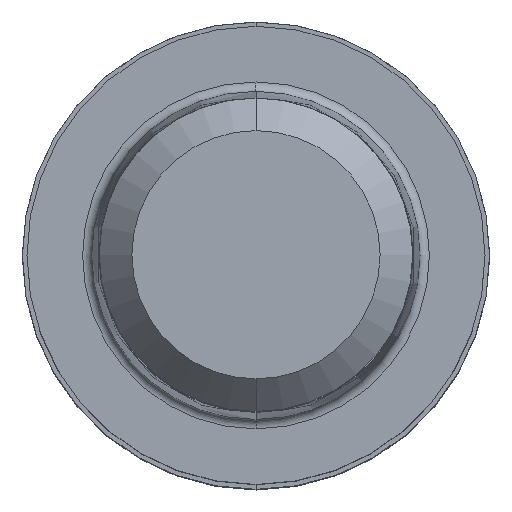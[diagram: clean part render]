
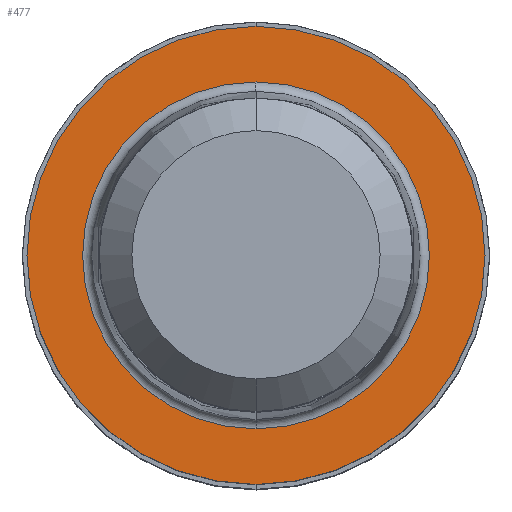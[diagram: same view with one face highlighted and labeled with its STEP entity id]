
A CAD part, top view. The second image highlights one B-rep face of the part: STEP entity #477.
In plain terms, the highlighted planar face has unit normal (0, 0, 1).
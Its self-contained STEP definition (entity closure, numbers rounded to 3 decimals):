
#203=VERTEX_POINT('',#525);
#233=VERTEX_POINT('',#558);
#255=EDGE_CURVE('',#451,#403,#583,.T.);
#263=EDGE_CURVE('',#233,#203,#591,.T.);
#371=EDGE_CURVE('',#203,#233,#713,.T.);
#403=VERTEX_POINT('',#748);
#451=VERTEX_POINT('',#805);
#453=EDGE_CURVE('',#403,#451,#807,.T.);
#477=ADVANCED_FACE('',(#835,#836),#837,.T.);
#525=CARTESIAN_POINT('',(0.0,7.42,0.01));
#558=CARTESIAN_POINT('',(0.,-7.42,0.01));
#583=CIRCLE('',#957,9.8);
#591=CIRCLE('',#968,7.42);
#713=CIRCLE('',#1125,7.42);
#748=CARTESIAN_POINT('',(0.0,9.8,0.01));
#805=CARTESIAN_POINT('',(0.,-9.8,0.01));
#807=CIRCLE('',#1249,9.8);
#835=FACE_OUTER_BOUND('',#1280,.T.);
#836=FACE_BOUND('',#1281,.T.);
#837=PLANE('',#1282);
#957=AXIS2_PLACEMENT_3D('',#1373,#1374,#1375);
#968=AXIS2_PLACEMENT_3D('',#1382,#1383,#1384);
#1125=AXIS2_PLACEMENT_3D('',#1545,#1546,#1547);
#1249=AXIS2_PLACEMENT_3D('',#1679,#1680,#1681);
#1280=EDGE_LOOP('',(#1724,#1725));
#1281=EDGE_LOOP('',(#1726,#1727));
#1282=AXIS2_PLACEMENT_3D('',#1728,#1729,#1730);
#1373=CARTESIAN_POINT('',(0.0,0.0,0.01));
#1374=DIRECTION('',(0.0,0.0,-1.0));
#1375=DIRECTION('',(0.0,1.0,0.0));
#1382=CARTESIAN_POINT('',(0.0,0.0,0.01));
#1383=DIRECTION('',(0.0,0.0,-1.0));
#1384=DIRECTION('',(0.0,1.0,0.0));
#1545=CARTESIAN_POINT('',(0.0,0.0,0.01));
#1546=DIRECTION('',(0.0,0.0,-1.0));
#1547=DIRECTION('',(0.0,1.0,0.0));
#1679=CARTESIAN_POINT('',(0.0,0.0,0.01));
#1680=DIRECTION('',(0.0,0.0,-1.0));
#1681=DIRECTION('',(0.0,1.0,0.0));
#1724=ORIENTED_EDGE('',*,*,#453,.F.);
#1725=ORIENTED_EDGE('',*,*,#255,.F.);
#1726=ORIENTED_EDGE('',*,*,#371,.T.);
#1727=ORIENTED_EDGE('',*,*,#263,.T.);
#1728=CARTESIAN_POINT('',(0.0,4.9,0.01));
#1729=DIRECTION('',(-0.0,0.0,1.0));
#1730=DIRECTION('',(0.0,-1.0,0.0));
